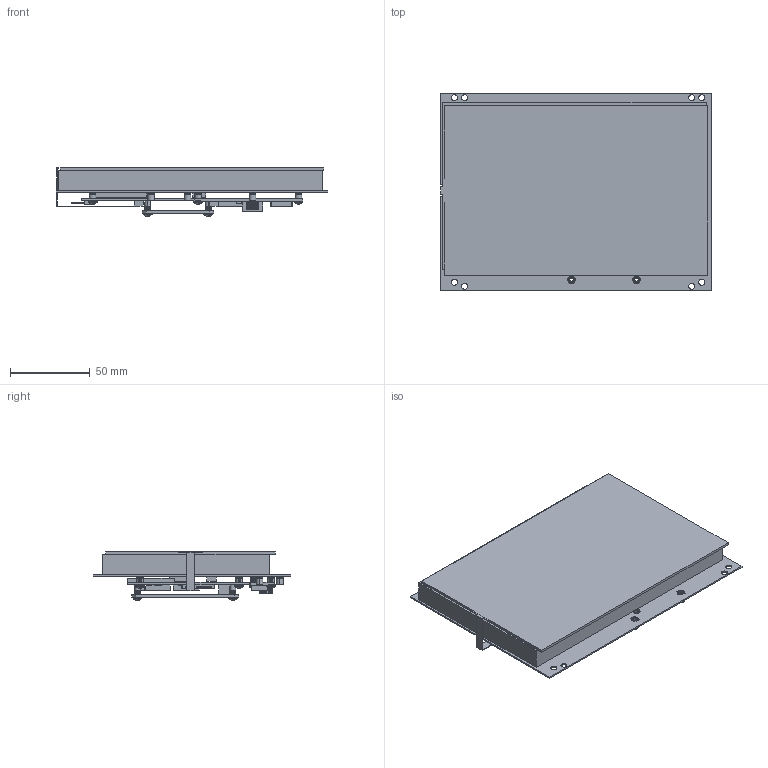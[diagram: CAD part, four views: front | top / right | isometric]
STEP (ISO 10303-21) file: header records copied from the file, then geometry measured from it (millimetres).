
FILE_DESCRIPTION (( 'STEP AP203' ), '1' );
FILE_NAME ('51-0103-2X.STEP', '2011-07-08T18:28:36', ( '' ), ( '' ), 'SwSTEP 2.0', 'SolidWorks 2011', '' );
FILE_SCHEMA (( 'CONFIG_CONTROL_DESIGN' ));
Length unit declared in the file: inch
Products named in the file (10): 51-0103-2X; 90272A105_90272A105; Bracket 22-0050-02 Assy; PEM TSO-440-250; PEM TSO-440-187; Bracket 22-0050-02; TOUCHPANEL_7.0; RT_BOOST_rb; SLCD5+; HITACHI 7.0 LCD
Assembly tree (25 placements, depth 3):
  51-0103-2X
    90272A105_90272A105  x10
    SLCD5+
    RT_BOOST_rb
    Bracket 22-0050-02 Assy
      PEM TSO-440-187  x6
      PEM TSO-440-250  x3
      Bracket 22-0050-02
    TOUCHPANEL_7.0
    HITACHI 7.0 LCD
Bounding box: 170.18 x 123.7 x 30.31 mm (x, y, z)
Volume: 283553 mm3; surface area: 151694.1 mm2
Topology: 23 solids, 36 shells, 1496 faces, 3924 edges, 2588 vertices
Faces by surface type: plane 627, cylinder 586, cone 156, bspline 67, torus 40, sphere 20
Entity records: 22923 total; most frequent: CARTESIAN_POINT 7620, ORIENTED_EDGE 2849, DIRECTION 2705, EDGE_CURVE 1468, LINE 1021, VECTOR 1021, VERTEX_POINT 975, AXIS2_PLACEMENT_3D 842
